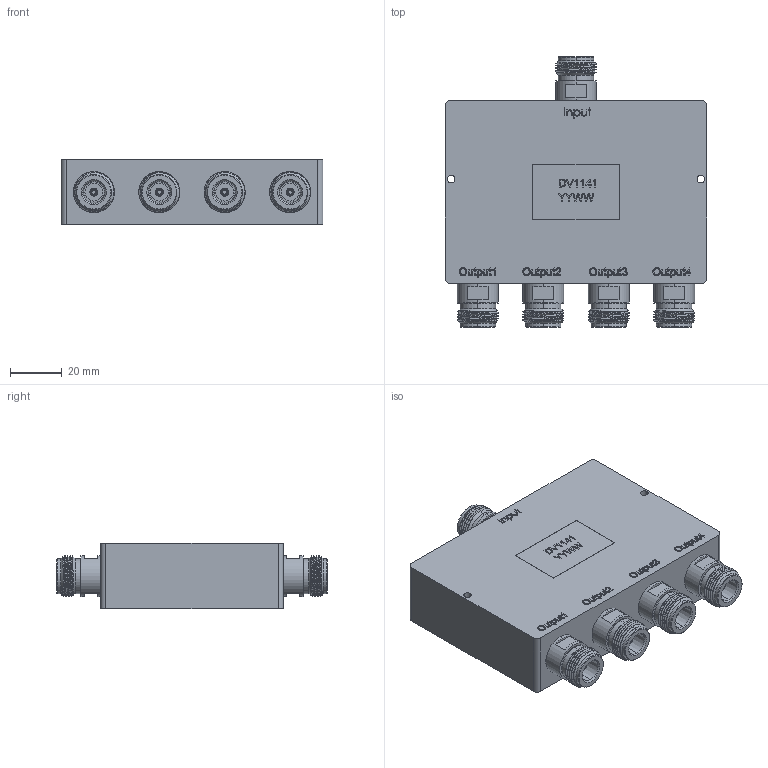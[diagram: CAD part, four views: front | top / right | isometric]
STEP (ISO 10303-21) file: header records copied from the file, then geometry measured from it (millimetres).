
FILE_DESCRIPTION (( 'STEP AP214' ), '1' );
FILE_NAME ('FMDV1141_3D.step', '2023-03-08T23:08:44', ( '' ), ( '' ), 'SwSTEP 2.0', 'SolidWorks 2022', '' );
FILE_SCHEMA (( 'AUTOMOTIVE_DESIGN' ));
Length unit declared in the file: inch
Products named in the file (1): FMDV1141_3D
Bounding box: 101.6 x 105 x 25.48 mm (x, y, z)
Volume: 195122.3 mm3; surface area: 30347.5 mm2
Topology: 1 solids, 1 shells, 997 faces, 2657 edges, 1753 vertices
Faces by surface type: plane 518, bspline 236, cylinder 158, cone 75, torus 10
Entity records: 49951 total; most frequent: CARTESIAN_POINT 27186, ORIENTED_EDGE 5314, DIRECTION 3690, EDGE_CURVE 2657, VERTEX_POINT 1753, LINE 1544, VECTOR 1544, EDGE_LOOP 1092
